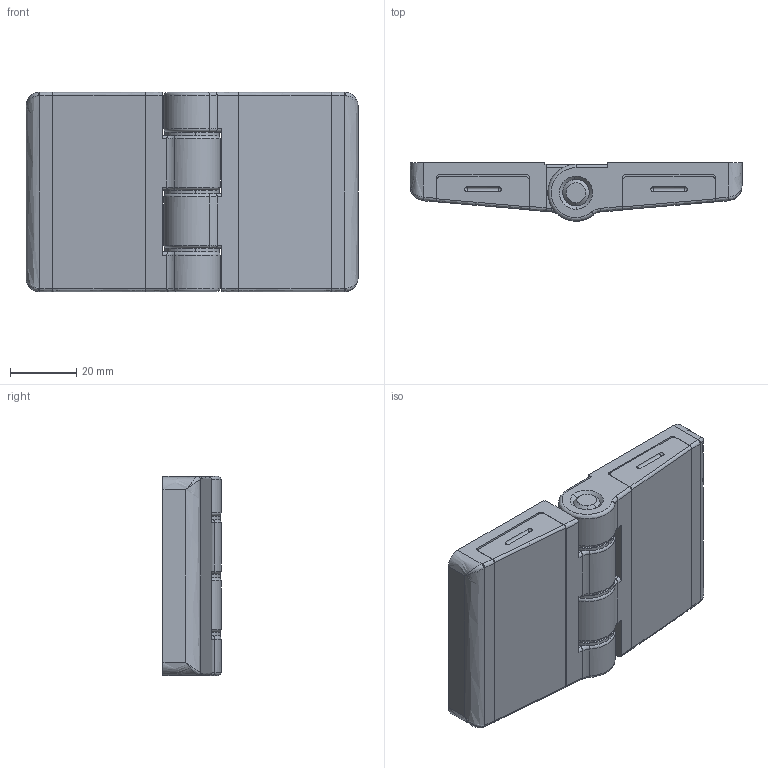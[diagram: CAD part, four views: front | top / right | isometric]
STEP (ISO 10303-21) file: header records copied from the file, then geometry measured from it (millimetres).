
FILE_DESCRIPTION((''),'2;1');
FILE_NAME('','2005-04-20T08:46:55',(''),(''),'','CADfix','');
FILE_SCHEMA(('AUTOMOTIVE_DESIGN'));
Length unit declared in the file: millimetre
Products named in the file (7): washer; shaft; hinge piece_mr-1; hinge piece; cover_mr-1; cover; TH_117_1_32379_36
Assembly tree (8 placements, depth 2):
  TH_117_1_32379_36
    washer  x3
    shaft
    hinge piece_mr-1
    hinge piece
    cover_mr-1
    cover
Bounding box: 100 x 17.5 x 60 mm (x, y, z)
Volume: 73182.8 mm3; surface area: 32609.8 mm2
Topology: 8 solids, 8 shells, 270 faces, 742 edges, 500 vertices
Faces by surface type: bspline 270
Entity records: 10069 total; most frequent: CARTESIAN_POINT 5975, ORIENTED_EDGE 1396, EDGE_CURVE 698, VERTEX_POINT 468, QUASI_UNIFORM_CURVE 354, EDGE_LOOP 290, FACE_OUTER_BOUND 258, ADVANCED_FACE 258
